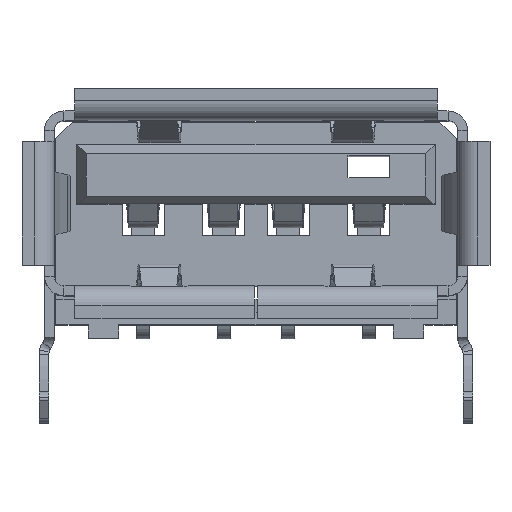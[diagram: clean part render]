
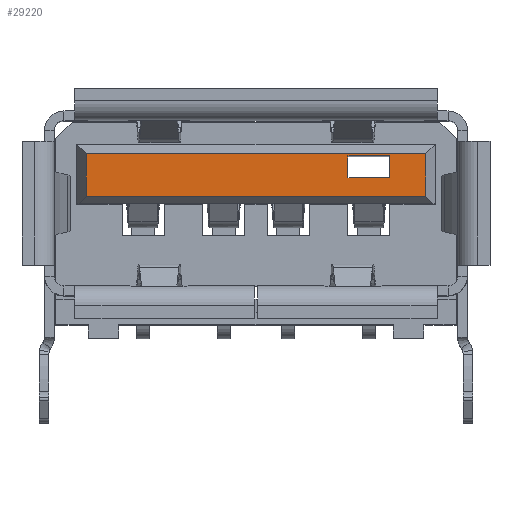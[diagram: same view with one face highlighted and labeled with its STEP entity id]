
A CAD part, top view. The second image highlights one B-rep face of the part: STEP entity #29220.
In plain terms, the highlighted planar face has unit normal (0, 0, 1).
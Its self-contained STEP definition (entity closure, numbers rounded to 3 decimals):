
#535 = EDGE_CURVE ( 'NONE', #4718, #3680, #20130, .T. ) ;
#822 = EDGE_CURVE ( 'NONE', #30480, #3680, #14820, .T. ) ;
#1317 = CARTESIAN_POINT ( 'NONE',  ( 4.15, 5.644, 13.5 ) ) ;
#2812 = CARTESIAN_POINT ( 'NONE',  ( 4.15, 4.974, 13.5 ) ) ;
#3680 = VERTEX_POINT ( 'NONE', #19806 ) ;
#4414 = LINE ( 'NONE', #4575, #9934 ) ;
#4575 = CARTESIAN_POINT ( 'NONE',  ( 4.15, 4.974, 13.5 ) ) ;
#4718 = VERTEX_POINT ( 'NONE', #19971 ) ;
#5407 = DIRECTION ( 'NONE',  ( 1., 0., 0. ) ) ;
#5862 = ORIENTED_EDGE ( 'NONE', *, *, #27308, .F. ) ;
#6210 = CARTESIAN_POINT ( 'NONE',  ( 4.15, 5.644, 13.5 ) ) ;
#7485 = DIRECTION ( 'NONE',  ( -1., 0., 0. ) ) ;
#7738 = VECTOR ( 'NONE', #13318, 1000. ) ;
#8168 = VERTEX_POINT ( 'NONE', #19657 ) ;
#8220 = VECTOR ( 'NONE', #17992, 1000. ) ;
#8404 = VERTEX_POINT ( 'NONE', #20725 ) ;
#8511 = VECTOR ( 'NONE', #15665, 1000. ) ;
#9581 = CARTESIAN_POINT ( 'NONE',  ( -5.261, 4.389, 13.5 ) ) ;
#9723 = EDGE_CURVE ( 'NONE', #11301, #8168, #27812, .T. ) ;
#9786 = CARTESIAN_POINT ( 'NONE',  ( 0., 5.055, 13.5 ) ) ;
#9934 = VECTOR ( 'NONE', #23267, 1000. ) ;
#10257 = CARTESIAN_POINT ( 'NONE',  ( -5.261, 5.721, 13.5 ) ) ;
#11116 = CARTESIAN_POINT ( 'NONE',  ( 5.261, 4.389, 13.5 ) ) ;
#11301 = VERTEX_POINT ( 'NONE', #11116 ) ;
#11520 = VECTOR ( 'NONE', #20209, 1000. ) ;
#11609 = VECTOR ( 'NONE', #23092, 1000. ) ;
#13318 = DIRECTION ( 'NONE',  ( 1., 0., 0. ) ) ;
#13968 = VERTEX_POINT ( 'NONE', #9581 ) ;
#14396 = VECTOR ( 'NONE', #25929, 1000. ) ;
#14820 = LINE ( 'NONE', #2812, #22542 ) ;
#15390 = LINE ( 'NONE', #10257, #11520 ) ;
#15507 = CARTESIAN_POINT ( 'NONE',  ( 5.261, 5.721, 13.5 ) ) ;
#15665 = DIRECTION ( 'NONE',  ( -1., 0., 0. ) ) ;
#15976 = CARTESIAN_POINT ( 'NONE',  ( 5.261, 4.389, 13.5 ) ) ;
#16729 = EDGE_CURVE ( 'NONE', #8168, #8404, #29538, .T. ) ;
#17262 = DIRECTION ( 'NONE',  ( 0., 0., 1. ) ) ;
#17785 = EDGE_CURVE ( 'NONE', #8404, #13968, #15390, .T. ) ;
#17992 = DIRECTION ( 'NONE',  ( -1., 0., 0. ) ) ;
#18808 = EDGE_LOOP ( 'NONE', ( #22296, #5862, #19507, #19200 ) ) ;
#19200 = ORIENTED_EDGE ( 'NONE', *, *, #535, .F. ) ;
#19507 = ORIENTED_EDGE ( 'NONE', *, *, #822, .T. ) ;
#19657 = CARTESIAN_POINT ( 'NONE',  ( 5.261, 5.721, 13.5 ) ) ;
#19806 = CARTESIAN_POINT ( 'NONE',  ( 2.85, 4.974, 13.5 ) ) ;
#19971 = CARTESIAN_POINT ( 'NONE',  ( 2.85, 5.644, 13.5 ) ) ;
#20130 = LINE ( 'NONE', #25259, #11609 ) ;
#20209 = DIRECTION ( 'NONE',  ( 0., -1., 0. ) ) ;
#20462 = ORIENTED_EDGE ( 'NONE', *, *, #17785, .T. ) ;
#20725 = CARTESIAN_POINT ( 'NONE',  ( -5.261, 5.721, 13.5 ) ) ;
#21277 = ORIENTED_EDGE ( 'NONE', *, *, #9723, .T. ) ;
#22097 = PLANE ( 'NONE',  #24920 ) ;
#22296 = ORIENTED_EDGE ( 'NONE', *, *, #25289, .F. ) ;
#22510 = LINE ( 'NONE', #1317, #8220 ) ;
#22542 = VECTOR ( 'NONE', #7485, 1000. ) ;
#22806 = LINE ( 'NONE', #29831, #7738 ) ;
#23092 = DIRECTION ( 'NONE',  ( 0., -1., 0. ) ) ;
#23267 = DIRECTION ( 'NONE',  ( 0., 1., 0. ) ) ;
#24379 = ORIENTED_EDGE ( 'NONE', *, *, #16729, .T. ) ;
#24429 = FACE_BOUND ( 'NONE', #18808, .T. ) ;
#24920 = AXIS2_PLACEMENT_3D ( 'NONE', #9786, #17262, #5407 ) ;
#25259 = CARTESIAN_POINT ( 'NONE',  ( 2.85, 5.644, 13.5 ) ) ;
#25289 = EDGE_CURVE ( 'NONE', #27935, #4718, #22510, .T. ) ;
#25378 = EDGE_CURVE ( 'NONE', #13968, #11301, #22806, .T. ) ;
#25442 = ORIENTED_EDGE ( 'NONE', *, *, #25378, .T. ) ;
#25929 = DIRECTION ( 'NONE',  ( 0., 1., 0. ) ) ;
#26692 = CARTESIAN_POINT ( 'NONE',  ( 4.15, 4.974, 13.5 ) ) ;
#27308 = EDGE_CURVE ( 'NONE', #30480, #27935, #4414, .T. ) ;
#27812 = LINE ( 'NONE', #15976, #14396 ) ;
#27935 = VERTEX_POINT ( 'NONE', #6210 ) ;
#29220 = ADVANCED_FACE ( 'NONE', ( #30358, #24429 ), #22097, .T. ) ;
#29538 = LINE ( 'NONE', #15507, #8511 ) ;
#29831 = CARTESIAN_POINT ( 'NONE',  ( -5.261, 4.389, 13.5 ) ) ;
#30053 = EDGE_LOOP ( 'NONE', ( #25442, #21277, #24379, #20462 ) ) ;
#30358 = FACE_OUTER_BOUND ( 'NONE', #30053, .T. ) ;
#30480 = VERTEX_POINT ( 'NONE', #26692 ) ;
